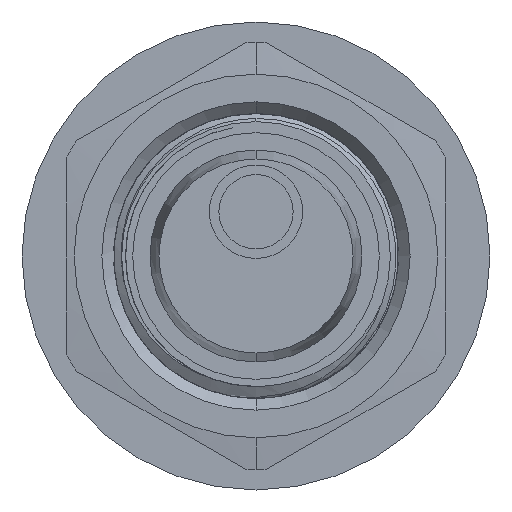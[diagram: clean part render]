
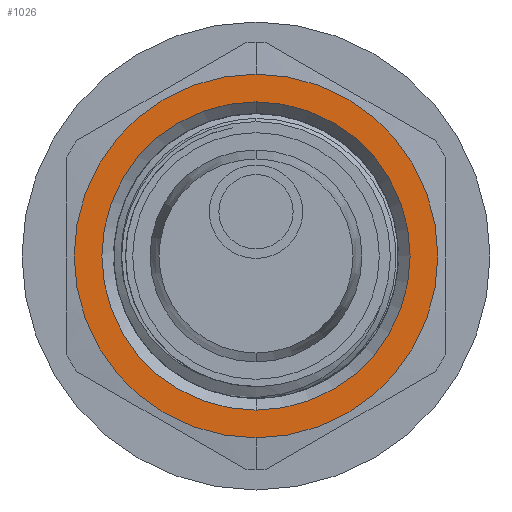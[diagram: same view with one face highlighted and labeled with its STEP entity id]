
A CAD part, front view. The second image highlights one B-rep face of the part: STEP entity #1026.
In plain terms, the highlighted planar face has unit normal (0, -1, 0).
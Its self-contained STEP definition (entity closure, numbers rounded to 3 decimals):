
#1026 = ADVANCED_FACE ( 'NONE', ( #26179, #31790 ), #27142, .F. ) ;
#2759 = DIRECTION ( 'NONE',  ( 0., -1., 0. ) ) ;
#3885 = CIRCLE ( 'NONE', #28909, 11.5 ) ;
#3990 = EDGE_LOOP ( 'NONE', ( #9581, #23945 ) ) ;
#5077 = EDGE_LOOP ( 'NONE', ( #29624, #30409 ) ) ;
#5402 = CIRCLE ( 'NONE', #38271, 9.75 ) ;
#6279 = DIRECTION ( 'NONE',  ( 0., 0., -1. ) ) ;
#6635 = DIRECTION ( 'NONE',  ( 0., -1., 0. ) ) ;
#9581 = ORIENTED_EDGE ( 'NONE', *, *, #11985, .F. ) ;
#10987 = VERTEX_POINT ( 'NONE', #18652 ) ;
#11985 = EDGE_CURVE ( 'NONE', #12853, #27943, #3885, .T. ) ;
#12853 = VERTEX_POINT ( 'NONE', #40630 ) ;
#16140 = EDGE_CURVE ( 'NONE', #45467, #10987, #45897, .T. ) ;
#16645 = DIRECTION ( 'NONE',  ( 0., 1., 0. ) ) ;
#17013 = CARTESIAN_POINT ( 'NONE',  ( 40., 18.536, 0. ) ) ;
#17080 = CIRCLE ( 'NONE', #42433, 11.5 ) ;
#17168 = DIRECTION ( 'NONE',  ( 0., 0., -1. ) ) ;
#17419 = DIRECTION ( 'NONE',  ( 0., 1., 0. ) ) ;
#18329 = CARTESIAN_POINT ( 'NONE',  ( 40., 18.536, 9.75 ) ) ;
#18652 = CARTESIAN_POINT ( 'NONE',  ( 40., 18.536, -9.75 ) ) ;
#20504 = CARTESIAN_POINT ( 'NONE',  ( 40., 18.536, 0. ) ) ;
#20683 = CARTESIAN_POINT ( 'NONE',  ( 40., 18.536, 0. ) ) ;
#23945 = ORIENTED_EDGE ( 'NONE', *, *, #39039, .F. ) ;
#26179 = FACE_BOUND ( 'NONE', #5077, .T. ) ;
#27142 = PLANE ( 'NONE',  #34246 ) ;
#27410 = DIRECTION ( 'NONE',  ( 0., 1., 0. ) ) ;
#27943 = VERTEX_POINT ( 'NONE', #39286 ) ;
#28909 = AXIS2_PLACEMENT_3D ( 'NONE', #42319, #27410, #39360 ) ;
#29624 = ORIENTED_EDGE ( 'NONE', *, *, #16140, .F. ) ;
#30409 = ORIENTED_EDGE ( 'NONE', *, *, #41249, .F. ) ;
#31790 = FACE_OUTER_BOUND ( 'NONE', #3990, .T. ) ;
#34246 = AXIS2_PLACEMENT_3D ( 'NONE', #20683, #16645, #45444 ) ;
#37514 = AXIS2_PLACEMENT_3D ( 'NONE', #17013, #2759, #17168 ) ;
#38271 = AXIS2_PLACEMENT_3D ( 'NONE', #45648, #6635, #41945 ) ;
#39039 = EDGE_CURVE ( 'NONE', #27943, #12853, #17080, .T. ) ;
#39286 = CARTESIAN_POINT ( 'NONE',  ( 40., 18.536, 11.5 ) ) ;
#39360 = DIRECTION ( 'NONE',  ( 0., 0., -1. ) ) ;
#40630 = CARTESIAN_POINT ( 'NONE',  ( 40., 18.536, -11.5 ) ) ;
#41249 = EDGE_CURVE ( 'NONE', #10987, #45467, #5402, .T. ) ;
#41945 = DIRECTION ( 'NONE',  ( 0., 0., -1. ) ) ;
#42319 = CARTESIAN_POINT ( 'NONE',  ( 40., 18.536, 0. ) ) ;
#42433 = AXIS2_PLACEMENT_3D ( 'NONE', #20504, #17419, #6279 ) ;
#45444 = DIRECTION ( 'NONE',  ( 0., 0., -1. ) ) ;
#45467 = VERTEX_POINT ( 'NONE', #18329 ) ;
#45648 = CARTESIAN_POINT ( 'NONE',  ( 40., 18.536, 0. ) ) ;
#45897 = CIRCLE ( 'NONE', #37514, 9.75 ) ;
